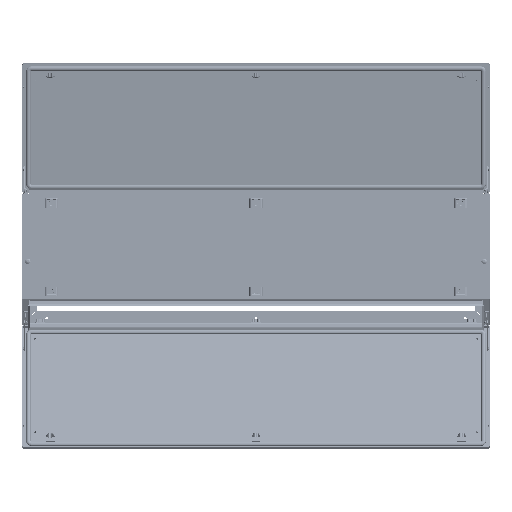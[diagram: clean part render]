
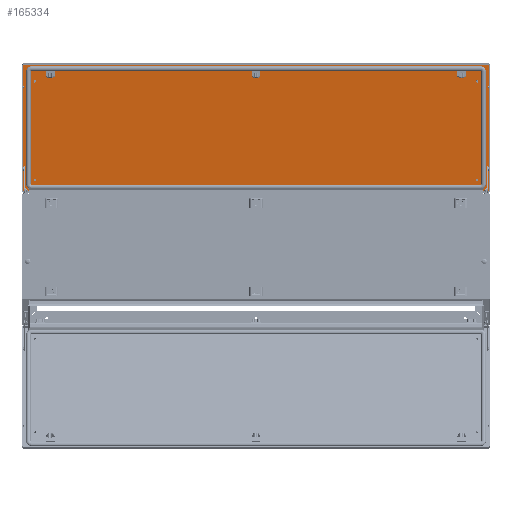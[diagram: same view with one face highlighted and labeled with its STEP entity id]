
A CAD part, top view. The second image highlights one B-rep face of the part: STEP entity #165334.
In plain terms, the highlighted face is planar.
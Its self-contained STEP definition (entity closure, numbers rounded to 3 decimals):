
#11430 = LINE ( 'NONE', #35688, #11448 ) ;
#11437 = LINE ( 'NONE', #35699, #11443 ) ;
#11441 = LINE ( 'NONE', #35686, #11452 ) ;
#11443 = VECTOR ( 'NONE', #35705, 1000. ) ;
#11445 = LINE ( 'NONE', #35702, #11456 ) ;
#11448 = VECTOR ( 'NONE', #35708, 1000. ) ;
#11452 = VECTOR ( 'NONE', #35715, 1000. ) ;
#11456 = VECTOR ( 'NONE', #35723, 1000. ) ;
#35686 = CARTESIAN_POINT ( 'NONE',  ( -219.5, 795.5, 2. ) ) ;
#35688 = CARTESIAN_POINT ( 'NONE',  ( 218.5, 795.5, 2. ) ) ;
#35699 = CARTESIAN_POINT ( 'NONE',  ( 219.5, -795.5, 2. ) ) ;
#35702 = CARTESIAN_POINT ( 'NONE',  ( -218.5, -795.5, 2. ) ) ;
#35705 = DIRECTION ( 'NONE',  ( -1., 0., 0. ) ) ;
#35708 = DIRECTION ( 'NONE',  ( 0., -1., 0. ) ) ;
#35715 = DIRECTION ( 'NONE',  ( 1., 0., 0. ) ) ;
#35723 = DIRECTION ( 'NONE',  ( 0., 1., 0. ) ) ;
#79902 = AXIS2_PLACEMENT_3D ( 'NONE', #163226, #163237, #163239 ) ;
#87076 = ORIENTED_EDGE ( 'NONE', *, *, #100439, .F. ) ;
#87078 = ORIENTED_EDGE ( 'NONE', *, *, #100443, .F. ) ;
#87080 = ORIENTED_EDGE ( 'NONE', *, *, #100446, .F. ) ;
#87082 = ORIENTED_EDGE ( 'NONE', *, *, #100450, .F. ) ;
#100439 = EDGE_CURVE ( 'NONE', #106185, #106186, #11437, .T. ) ;
#100443 = EDGE_CURVE ( 'NONE', #106183, #106185, #11430, .T. ) ;
#100446 = EDGE_CURVE ( 'NONE', #106179, #106183, #11441, .T. ) ;
#100450 = EDGE_CURVE ( 'NONE', #106186, #106179, #11445, .T. ) ;
#106179 = VERTEX_POINT ( 'NONE', #135737 ) ;
#106183 = VERTEX_POINT ( 'NONE', #135741 ) ;
#106185 = VERTEX_POINT ( 'NONE', #135743 ) ;
#106186 = VERTEX_POINT ( 'NONE', #135744 ) ;
#135737 = CARTESIAN_POINT ( 'NONE',  ( -218.5, 795.5, 2. ) ) ;
#135741 = CARTESIAN_POINT ( 'NONE',  ( 218.5, 795.5, 2. ) ) ;
#135743 = CARTESIAN_POINT ( 'NONE',  ( 218.5, -795.5, 2. ) ) ;
#135744 = CARTESIAN_POINT ( 'NONE',  ( -218.5, -795.5, 2. ) ) ;
#154749 = FACE_OUTER_BOUND ( 'NONE', #167144, .T. ) ;
#163226 = CARTESIAN_POINT ( 'NONE',  ( -219.5, -796.5, 2. ) ) ;
#163234 = PLANE ( 'NONE',  #79902 ) ;
#163237 = DIRECTION ( 'NONE',  ( 0., 0., 1. ) ) ;
#163239 = DIRECTION ( 'NONE',  ( 1., 0., 0. ) ) ;
#165334 = ADVANCED_FACE ( 'NONE', ( #154749 ), #163234, .T. ) ;
#167144 = EDGE_LOOP ( 'NONE', ( #87076, #87078, #87080, #87082 ) ) ;
